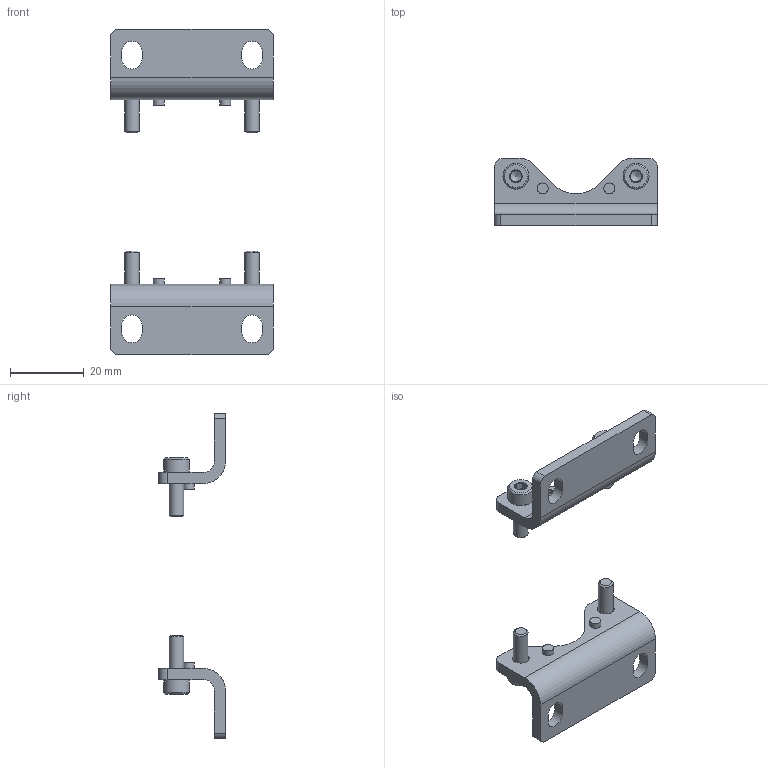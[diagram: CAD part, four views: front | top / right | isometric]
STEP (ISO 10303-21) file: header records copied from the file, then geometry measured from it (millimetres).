
FILE_DESCRIPTION(/* description */ ('STEP AP214'),/* implementation_level */ '2;1');
FILE_NAME(/* name */ '150731_HP-25',/* time_stamp */ '2024-08-21T10:28:03+02:00',/* author */ ('License CC BY-ND 4.0'),/* organization */ ('CADENAS'),/* preprocessor_version */ 'ST-DEVELOPER v19.3',/* originating_system */ 'PARTsolutions',/* authorisation */ ' ');
FILE_SCHEMA (('AUTOMOTIVE_DESIGN {1 0 10303 214 3 1 1}'));
Length unit declared in the file: millimetre
Products named in the file (3): 150731 HP-25---(50); 150731 HP-25---(0F); DIN-912 - M4x12(F)
Assembly tree (6 placements, depth 2):
  150731 HP-25---(50)
    150731 HP-25---(0F)  x2
    DIN-912 - M4x12(F)  x4
Bounding box: 44 x 18.1 x 88 mm (x, y, z)
Volume: 8055 mm3; surface area: 7386.7 mm2
Topology: 6 solids, 6 shells, 188 faces, 408 edges, 244 vertices
Faces by surface type: plane 98, cylinder 46, cone 44
Full cylindrical faces by diameter (mm): 2.96 x4, 3 x4, 4 x4, 4.5 x4, 7 x4
Entity records: 1892 total; most frequent: DIRECTION 332, CARTESIAN_POINT 322, ORIENTED_EDGE 268, EDGE_CURVE 134, AXIS2_PLACEMENT_3D 131, FACE_BOUND 93, EDGE_LOOP 92, VERTEX_POINT 91
